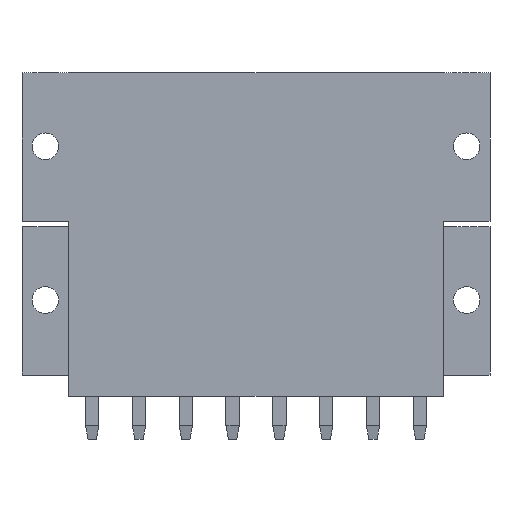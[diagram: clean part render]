
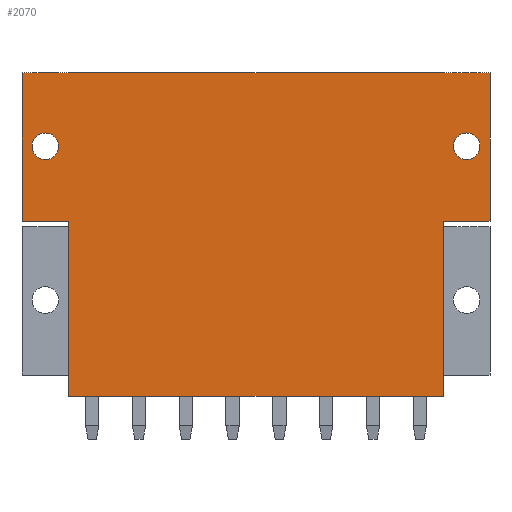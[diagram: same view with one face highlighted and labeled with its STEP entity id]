
A CAD part, front view. The second image highlights one B-rep face of the part: STEP entity #2070.
In plain terms, the highlighted planar face has unit normal (0, -1, 0).
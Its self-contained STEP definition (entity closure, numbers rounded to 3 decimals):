
#1984=AXIS2_PLACEMENT_3D('Plane Axis2P3D',#1981,#1982,#1983) ;
#2036=AXIS2_PLACEMENT_3D('Circle Axis2P3D',#2034,#2035,$) ;
#2045=AXIS2_PLACEMENT_3D('Circle Axis2P3D',#2043,#2044,$) ;
#2054=AXIS2_PLACEMENT_3D('Circle Axis2P3D',#2052,#2053,$) ;
#2063=AXIS2_PLACEMENT_3D('Circle Axis2P3D',#2061,#2062,$) ;
#40=CARTESIAN_POINT('Vertex',(0.,0.,27.4)) ;
#45=CARTESIAN_POINT('Line Origine',(17.5,0.,27.4)) ;
#49=CARTESIAN_POINT('Vertex',(35.,0.,27.4)) ;
#1415=CARTESIAN_POINT('Vertex',(31.5,0.,3.2)) ;
#1418=CARTESIAN_POINT('Line Origine',(17.5,0.,3.2)) ;
#1422=CARTESIAN_POINT('Vertex',(3.5,0.,3.2)) ;
#1981=CARTESIAN_POINT('Axis2P3D Location',(3.5,0.,27.4)) ;
#1986=CARTESIAN_POINT('Line Origine',(31.5,0.,9.75)) ;
#1990=CARTESIAN_POINT('Vertex',(31.5,0.,16.3)) ;
#1993=CARTESIAN_POINT('Line Origine',(33.25,0.,16.3)) ;
#1997=CARTESIAN_POINT('Vertex',(35.,0.,16.3)) ;
#2000=CARTESIAN_POINT('Line Origine',(35.,0.,21.85)) ;
#2005=CARTESIAN_POINT('Line Origine',(0.,0.,21.85)) ;
#2009=CARTESIAN_POINT('Vertex',(0.,0.,16.3)) ;
#2012=CARTESIAN_POINT('Line Origine',(1.75,0.,16.3)) ;
#2016=CARTESIAN_POINT('Vertex',(3.5,0.,16.3)) ;
#2019=CARTESIAN_POINT('Line Origine',(3.5,0.,9.75)) ;
#2034=CARTESIAN_POINT('Axis2P3D Location',(33.25,0.,21.9)) ;
#2038=CARTESIAN_POINT('Vertex',(32.25,0.,21.9)) ;
#2040=CARTESIAN_POINT('Vertex',(34.25,0.,21.9)) ;
#2043=CARTESIAN_POINT('Axis2P3D Location',(33.25,0.,21.9)) ;
#2052=CARTESIAN_POINT('Axis2P3D Location',(1.75,0.,21.9)) ;
#2056=CARTESIAN_POINT('Vertex',(2.75,0.,21.9)) ;
#2058=CARTESIAN_POINT('Vertex',(0.75,0.,21.9)) ;
#2061=CARTESIAN_POINT('Axis2P3D Location',(1.75,0.,21.9)) ;
#46=DIRECTION('Vector Direction',(1.,0.,0.)) ;
#1419=DIRECTION('Vector Direction',(1.,0.,0.)) ;
#1982=DIRECTION('Axis2P3D Direction',(0.,-1.,0.)) ;
#1983=DIRECTION('Axis2P3D XDirection',(0.,0.,-1.)) ;
#1987=DIRECTION('Vector Direction',(0.,0.,-1.)) ;
#1994=DIRECTION('Vector Direction',(1.,0.,0.)) ;
#2001=DIRECTION('Vector Direction',(0.,0.,-1.)) ;
#2006=DIRECTION('Vector Direction',(0.,0.,-1.)) ;
#2013=DIRECTION('Vector Direction',(1.,0.,0.)) ;
#2020=DIRECTION('Vector Direction',(0.,0.,-1.)) ;
#2035=DIRECTION('Axis2P3D Direction',(0.,-1.,0.)) ;
#2044=DIRECTION('Axis2P3D Direction',(0.,-1.,0.)) ;
#2053=DIRECTION('Axis2P3D Direction',(0.,-1.,0.)) ;
#2062=DIRECTION('Axis2P3D Direction',(0.,-1.,0.)) ;
#47=VECTOR('Line Direction',#46,1.) ;
#1420=VECTOR('Line Direction',#1419,1.) ;
#1988=VECTOR('Line Direction',#1987,1.) ;
#1995=VECTOR('Line Direction',#1994,1.) ;
#2002=VECTOR('Line Direction',#2001,1.) ;
#2007=VECTOR('Line Direction',#2006,1.) ;
#2014=VECTOR('Line Direction',#2013,1.) ;
#2021=VECTOR('Line Direction',#2020,1.) ;
#2025=ORIENTED_EDGE('',*,*,#1992,.T.) ;
#2026=ORIENTED_EDGE('',*,*,#1999,.F.) ;
#2027=ORIENTED_EDGE('',*,*,#2004,.T.) ;
#2028=ORIENTED_EDGE('',*,*,#51,.T.) ;
#2029=ORIENTED_EDGE('',*,*,#2011,.F.) ;
#2030=ORIENTED_EDGE('',*,*,#2018,.T.) ;
#2031=ORIENTED_EDGE('',*,*,#2023,.F.) ;
#2032=ORIENTED_EDGE('',*,*,#1424,.T.) ;
#2049=ORIENTED_EDGE('',*,*,#2042,.F.) ;
#2050=ORIENTED_EDGE('',*,*,#2047,.F.) ;
#2067=ORIENTED_EDGE('',*,*,#2060,.T.) ;
#2068=ORIENTED_EDGE('',*,*,#2065,.T.) ;
#2051=FACE_BOUND('',#2048,.T.) ;
#2069=FACE_BOUND('',#2066,.T.) ;
#2070=ADVANCED_FACE('Housing',(#2033,#2051,#2069),#1985,.T.) ;
#2037=CIRCLE('generated circle',#2036,1.) ;
#2046=CIRCLE('generated circle',#2045,1.) ;
#2055=CIRCLE('generated circle',#2054,1.) ;
#2064=CIRCLE('generated circle',#2063,1.) ;
#51=EDGE_CURVE('',#50,#41,#48,.F.) ;
#1424=EDGE_CURVE('',#1423,#1416,#1421,.T.) ;
#1992=EDGE_CURVE('',#1416,#1991,#1989,.F.) ;
#1999=EDGE_CURVE('',#1998,#1991,#1996,.F.) ;
#2004=EDGE_CURVE('',#1998,#50,#2003,.F.) ;
#2011=EDGE_CURVE('',#2010,#41,#2008,.F.) ;
#2018=EDGE_CURVE('',#2010,#2017,#2015,.T.) ;
#2023=EDGE_CURVE('',#1423,#2017,#2022,.F.) ;
#2042=EDGE_CURVE('',#2039,#2041,#2037,.T.) ;
#2047=EDGE_CURVE('',#2041,#2039,#2046,.T.) ;
#2060=EDGE_CURVE('',#2057,#2059,#2055,.F.) ;
#2065=EDGE_CURVE('',#2059,#2057,#2064,.F.) ;
#2024=EDGE_LOOP('',(#2025,#2026,#2027,#2028,#2029,#2030,#2031,#2032)) ;
#2048=EDGE_LOOP('',(#2049,#2050)) ;
#2066=EDGE_LOOP('',(#2067,#2068)) ;
#2033=FACE_OUTER_BOUND('',#2024,.T.) ;
#48=LINE('Line',#45,#47) ;
#1421=LINE('Line',#1418,#1420) ;
#1989=LINE('Line',#1986,#1988) ;
#1996=LINE('Line',#1993,#1995) ;
#2003=LINE('Line',#2000,#2002) ;
#2008=LINE('Line',#2005,#2007) ;
#2015=LINE('Line',#2012,#2014) ;
#2022=LINE('Line',#2019,#2021) ;
#1985=PLANE('',#1984) ;
#41=VERTEX_POINT('',#40) ;
#50=VERTEX_POINT('',#49) ;
#1416=VERTEX_POINT('',#1415) ;
#1423=VERTEX_POINT('',#1422) ;
#1991=VERTEX_POINT('',#1990) ;
#1998=VERTEX_POINT('',#1997) ;
#2010=VERTEX_POINT('',#2009) ;
#2017=VERTEX_POINT('',#2016) ;
#2039=VERTEX_POINT('',#2038) ;
#2041=VERTEX_POINT('',#2040) ;
#2057=VERTEX_POINT('',#2056) ;
#2059=VERTEX_POINT('',#2058) ;
